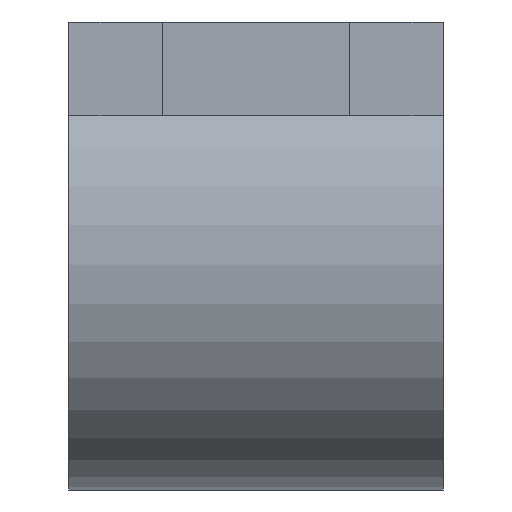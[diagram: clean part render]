
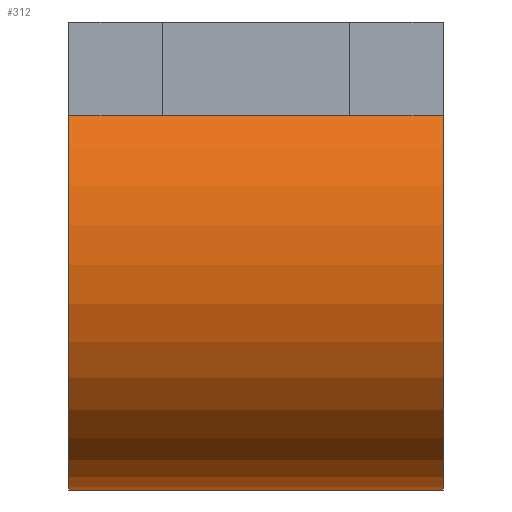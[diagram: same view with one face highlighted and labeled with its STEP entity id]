
A CAD part, left-side view. The second image highlights one B-rep face of the part: STEP entity #312.
In plain terms, the highlighted cylindrical face has radius 25 mm (diameter 50 mm), a partial arc.
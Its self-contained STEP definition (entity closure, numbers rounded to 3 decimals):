
#43=FACE_OUTER_BOUND('',#62,.T.);
#62=EDGE_LOOP('',(#277,#278,#279,#280));
#77=LINE('',#480,#109);
#96=LINE('',#521,#128);
#109=VECTOR('',#392,10.);
#128=VECTOR('',#429,10.);
#134=CIRCLE('',#337,25.);
#138=CIRCLE('',#351,25.);
#148=VERTEX_POINT('',#464);
#149=VERTEX_POINT('',#466);
#154=VERTEX_POINT('',#478);
#167=VERTEX_POINT('',#520);
#179=EDGE_CURVE('',#148,#149,#134,.T.);
#186=EDGE_CURVE('',#154,#148,#77,.T.);
#206=EDGE_CURVE('',#167,#149,#96,.T.);
#208=EDGE_CURVE('',#154,#167,#138,.T.);
#277=ORIENTED_EDGE('',*,*,#208,.T.);
#278=ORIENTED_EDGE('',*,*,#206,.T.);
#279=ORIENTED_EDGE('',*,*,#179,.F.);
#280=ORIENTED_EDGE('',*,*,#186,.F.);
#297=CYLINDRICAL_SURFACE('',#350,25.);
#312=ADVANCED_FACE('',(#43),#297,.T.);
#337=AXIS2_PLACEMENT_3D('',#467,#380,#381);
#350=AXIS2_PLACEMENT_3D('',#523,#431,#432);
#351=AXIS2_PLACEMENT_3D('',#524,#433,#434);
#380=DIRECTION('center_axis',(0.,1.,0.));
#381=DIRECTION('ref_axis',(1.,0.,0.));
#392=DIRECTION('',(0.,1.,0.));
#429=DIRECTION('',(0.,1.,0.));
#431=DIRECTION('center_axis',(0.,1.,0.));
#432=DIRECTION('ref_axis',(-0.894,0.,-0.447));
#433=DIRECTION('center_axis',(0.,1.,0.));
#434=DIRECTION('ref_axis',(1.,0.,0.));
#464=CARTESIAN_POINT('',(0.,40.,-25.));
#466=CARTESIAN_POINT('',(-20.,40.,15.));
#467=CARTESIAN_POINT('Origin',(0.,40.,0.));
#478=CARTESIAN_POINT('',(0.,0.,-25.));
#480=CARTESIAN_POINT('',(0.,0.,-25.));
#520=CARTESIAN_POINT('',(-20.,0.,15.));
#521=CARTESIAN_POINT('',(-20.,0.,15.));
#523=CARTESIAN_POINT('Origin',(0.,0.,0.));
#524=CARTESIAN_POINT('Origin',(0.,0.,0.));
